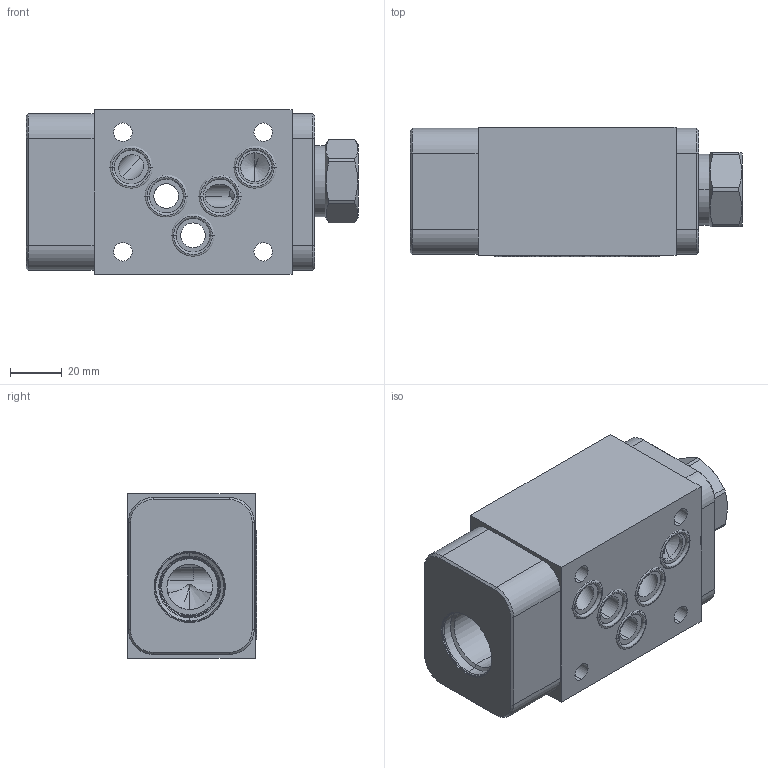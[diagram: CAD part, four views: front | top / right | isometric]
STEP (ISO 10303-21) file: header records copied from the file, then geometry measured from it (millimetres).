
FILE_DESCRIPTION((''),'2;1');
FILE_NAME('CB2_ASM','2019-08-20T',('ProEService'),(''),'PRO/ENGINEER BY PARAMETRIC TECHNOLOGY CORPORATION, 2014200','PRO/ENGINEER BY PARAMETRIC TECHNOLOGY CORPORATION, 2014200','');
FILE_SCHEMA(('CONFIG_CONTROL_DESIGN'));
Length unit declared in the file: inch
Products named in the file (4): 150-029; CXFAXAN; 500-001-014; CB2_ASM
Assembly tree (7 placements, depth 2):
  CB2_ASM
    150-029
    CXFAXAN
    500-001-014  x5
Bounding box: 127.79 x 49.76 x 63.5 mm (x, y, z)
Volume: 299660 mm3; surface area: 55405 mm2
Topology: 9 solids, 9 shells, 254 faces, 816 edges, 700 vertices
Faces by surface type: cylinder 101, plane 52, cone 45, revolution 28, torus 24, sphere 4
Entity records: 10303 total; most frequent: CARTESIAN_POINT 3492, DIRECTION 1454, ORIENTED_EDGE 1136, EDGE_CURVE 568, AXIS2_PLACEMENT_3D 517, VECTOR 408, LINE 408, VERTEX_POINT 354
